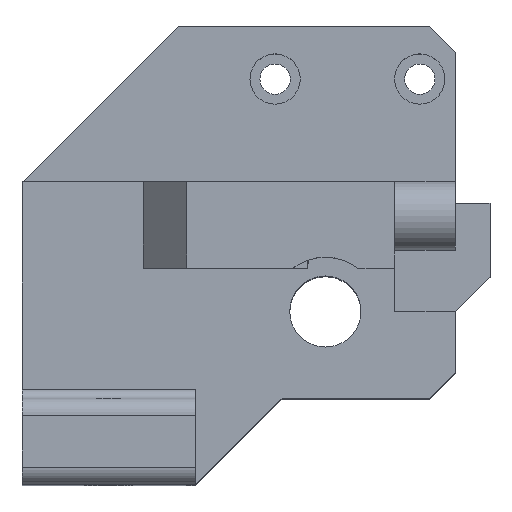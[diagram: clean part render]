
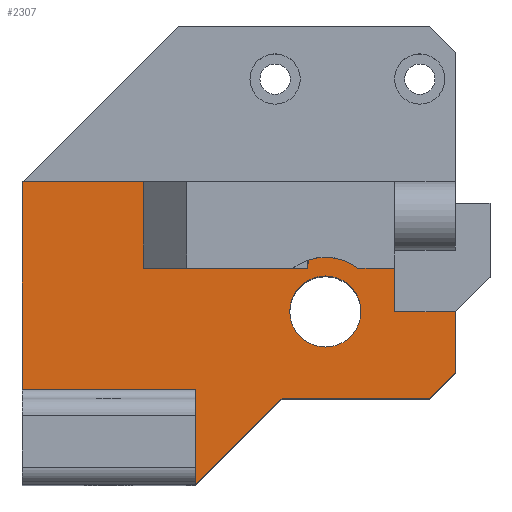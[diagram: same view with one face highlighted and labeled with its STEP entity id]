
A CAD part, top view. The second image highlights one B-rep face of the part: STEP entity #2307.
In plain terms, the highlighted planar face has unit normal (0, 0, 1).
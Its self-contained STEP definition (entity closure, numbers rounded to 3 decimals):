
#35 = AXIS2_PLACEMENT_3D ( 'NONE', #2776, #86, #72 ) ;
#53 = CARTESIAN_POINT ( 'NONE',  ( -4.1, -2.5, 67.5 ) ) ;
#60 = LINE ( 'NONE', #1863, #2536 ) ;
#72 = DIRECTION ( 'NONE',  ( 1., 0., 0. ) ) ;
#83 = CARTESIAN_POINT ( 'NONE',  ( -21., 12.5, 67.5 ) ) ;
#86 = DIRECTION ( 'NONE',  ( 0., 0., 1. ) ) ;
#99 = EDGE_CURVE ( 'NONE', #935, #387, #2146, .T. ) ;
#108 = VERTEX_POINT ( 'NONE', #1906 ) ;
#165 = ORIENTED_EDGE ( 'NONE', *, *, #1416, .T. ) ;
#169 = VERTEX_POINT ( 'NONE', #1462 ) ;
#183 = ORIENTED_EDGE ( 'NONE', *, *, #2368, .T. ) ;
#212 = LINE ( 'NONE', #1539, #1203 ) ;
#229 = VECTOR ( 'NONE', #949, 1000. ) ;
#235 = VECTOR ( 'NONE', #528, 1000. ) ;
#238 = LINE ( 'NONE', #474, #1207 ) ;
#240 = ORIENTED_EDGE ( 'NONE', *, *, #513, .F. ) ;
#286 = ORIENTED_EDGE ( 'NONE', *, *, #2495, .T. ) ;
#290 = CARTESIAN_POINT ( 'NONE',  ( -4.8, 2.5, 67.5 ) ) ;
#297 = DIRECTION ( 'NONE',  ( -1., 0., 0. ) ) ;
#302 = CARTESIAN_POINT ( 'NONE',  ( 15., -9.5, 67.5 ) ) ;
#328 = AXIS2_PLACEMENT_3D ( 'NONE', #556, #1473, #812 ) ;
#329 = DIRECTION ( 'NONE',  ( 0., 0., -1. ) ) ;
#334 = LINE ( 'NONE', #1238, #2202 ) ;
#357 = PLANE ( 'NONE',  #328 ) ;
#362 = ORIENTED_EDGE ( 'NONE', *, *, #1588, .F. ) ;
#374 = CARTESIAN_POINT ( 'NONE',  ( -7.5, -15., 67.5 ) ) ;
#387 = VERTEX_POINT ( 'NONE', #83 ) ;
#411 = EDGE_CURVE ( 'NONE', #2166, #169, #2300, .T. ) ;
#416 = VECTOR ( 'NONE', #2114, 1000. ) ;
#474 = CARTESIAN_POINT ( 'NONE',  ( -16., 2.5, 67.5 ) ) ;
#479 = EDGE_CURVE ( 'NONE', #1803, #387, #1858, .T. ) ;
#513 = EDGE_CURVE ( 'NONE', #169, #2373, #2630, .T. ) ;
#528 = DIRECTION ( 'NONE',  ( 0.707, 0.707, 0. ) ) ;
#532 = CARTESIAN_POINT ( 'NONE',  ( 4.1, -2.5, 67.5 ) ) ;
#556 = CARTESIAN_POINT ( 'NONE',  ( -35., 12.5, 67.5 ) ) ;
#571 = LINE ( 'NONE', #2816, #1640 ) ;
#585 = DIRECTION ( 'NONE',  ( 0., 1., 0. ) ) ;
#591 = CARTESIAN_POINT ( 'NONE',  ( -16., 2.5, 67.5 ) ) ;
#608 = CARTESIAN_POINT ( 'NONE',  ( -35., 12.5, 67.5 ) ) ;
#630 = EDGE_CURVE ( 'NONE', #1334, #2166, #1690, .T. ) ;
#634 = CARTESIAN_POINT ( 'NONE',  ( 12., -12.5, 67.5 ) ) ;
#659 = CARTESIAN_POINT ( 'NONE',  ( -35., -11.5, 67.5 ) ) ;
#676 = VERTEX_POINT ( 'NONE', #659 ) ;
#711 = EDGE_CURVE ( 'NONE', #2036, #108, #212, .T. ) ;
#721 = DIRECTION ( 'NONE',  ( 1., 0., 0. ) ) ;
#726 = VERTEX_POINT ( 'NONE', #836 ) ;
#781 = CARTESIAN_POINT ( 'NONE',  ( 8., 2.5, 67.5 ) ) ;
#803 = VECTOR ( 'NONE', #1932, 1000. ) ;
#811 = DIRECTION ( 'NONE',  ( 1., 0., 0. ) ) ;
#812 = DIRECTION ( 'NONE',  ( -1., 0., 0. ) ) ;
#832 = LINE ( 'NONE', #374, #2718 ) ;
#836 = CARTESIAN_POINT ( 'NONE',  ( -2., 2.5, 67.5 ) ) ;
#867 = LINE ( 'NONE', #1762, #2058 ) ;
#904 = ORIENTED_EDGE ( 'NONE', *, *, #1506, .T. ) ;
#935 = VERTEX_POINT ( 'NONE', #2762 ) ;
#949 = DIRECTION ( 'NONE',  ( 0., -1., 0. ) ) ;
#991 = VERTEX_POINT ( 'NONE', #1468 ) ;
#1013 = FACE_BOUND ( 'NONE', #2588, .T. ) ;
#1030 = VECTOR ( 'NONE', #1625, 1000. ) ;
#1045 = CARTESIAN_POINT ( 'NONE',  ( -35., 12.5, 67.5 ) ) ;
#1086 = DIRECTION ( 'NONE',  ( 0., 1., 0. ) ) ;
#1171 = CIRCLE ( 'NONE', #2812, 4.1 ) ;
#1203 = VECTOR ( 'NONE', #1086, 1000. ) ;
#1207 = VECTOR ( 'NONE', #721, 1000. ) ;
#1238 = CARTESIAN_POINT ( 'NONE',  ( -35., -12.5, 67.5 ) ) ;
#1291 = EDGE_CURVE ( 'NONE', #1803, #2159, #238, .T. ) ;
#1300 = ORIENTED_EDGE ( 'NONE', *, *, #1330, .T. ) ;
#1321 = AXIS2_PLACEMENT_3D ( 'NONE', #1833, #329, #2726 ) ;
#1330 = EDGE_CURVE ( 'NONE', #1334, #1457, #1444, .T. ) ;
#1334 = VERTEX_POINT ( 'NONE', #1631 ) ;
#1335 = ORIENTED_EDGE ( 'NONE', *, *, #1291, .F. ) ;
#1354 = EDGE_LOOP ( 'NONE', ( #2859, #286, #1818, #2640, #2767, #165, #2504, #240, #2332, #2185, #1300, #2827, #362, #1335, #1798, #2140 ) ) ;
#1360 = VERTEX_POINT ( 'NONE', #302 ) ;
#1371 = CIRCLE ( 'NONE', #1321, 4.1 ) ;
#1416 = EDGE_CURVE ( 'NONE', #2451, #1360, #2788, .T. ) ;
#1417 = DIRECTION ( 'NONE',  ( 0., -1., 0. ) ) ;
#1423 = CARTESIAN_POINT ( 'NONE',  ( 0., -2.5, 67.5 ) ) ;
#1444 = CIRCLE ( 'NONE', #35, 6.25 ) ;
#1457 = VERTEX_POINT ( 'NONE', #1472 ) ;
#1462 = CARTESIAN_POINT ( 'NONE',  ( 8., -2.5, 67.5 ) ) ;
#1468 = CARTESIAN_POINT ( 'NONE',  ( -5., -12.5, 67.5 ) ) ;
#1472 = CARTESIAN_POINT ( 'NONE',  ( -2., 3.421, 67.5 ) ) ;
#1473 = DIRECTION ( 'NONE',  ( 0., 0., -1. ) ) ;
#1485 = LINE ( 'NONE', #1045, #803 ) ;
#1506 = EDGE_CURVE ( 'NONE', #1751, #1684, #1371, .T. ) ;
#1539 = CARTESIAN_POINT ( 'NONE',  ( -15., 12.5, 67.5 ) ) ;
#1588 = EDGE_CURVE ( 'NONE', #2159, #726, #571, .T. ) ;
#1610 = EDGE_CURVE ( 'NONE', #676, #935, #1485, .T. ) ;
#1625 = DIRECTION ( 'NONE',  ( 0., 1., 0. ) ) ;
#1631 = CARTESIAN_POINT ( 'NONE',  ( 3.75, 2.5, 67.5 ) ) ;
#1640 = VECTOR ( 'NONE', #811, 1000. ) ;
#1664 = CARTESIAN_POINT ( 'NONE',  ( -21., 2.5, 67.5 ) ) ;
#1684 = VERTEX_POINT ( 'NONE', #53 ) ;
#1688 = CARTESIAN_POINT ( 'NONE',  ( 15., -2.5, 67.5 ) ) ;
#1690 = LINE ( 'NONE', #591, #416 ) ;
#1700 = LINE ( 'NONE', #2597, #1968 ) ;
#1733 = DIRECTION ( 'NONE',  ( 0.707, 0.707, 0. ) ) ;
#1751 = VERTEX_POINT ( 'NONE', #532 ) ;
#1762 = CARTESIAN_POINT ( 'NONE',  ( -15., -11.5, 67.5 ) ) ;
#1798 = ORIENTED_EDGE ( 'NONE', *, *, #479, .T. ) ;
#1803 = VERTEX_POINT ( 'NONE', #1664 ) ;
#1818 = ORIENTED_EDGE ( 'NONE', *, *, #711, .F. ) ;
#1833 = CARTESIAN_POINT ( 'NONE',  ( 0., -2.5, 67.5 ) ) ;
#1856 = EDGE_CURVE ( 'NONE', #1360, #2373, #1700, .T. ) ;
#1858 = LINE ( 'NONE', #2034, #1030 ) ;
#1863 = CARTESIAN_POINT ( 'NONE',  ( -2., -2.5, 67.5 ) ) ;
#1906 = CARTESIAN_POINT ( 'NONE',  ( -15., -11.5, 67.5 ) ) ;
#1932 = DIRECTION ( 'NONE',  ( 0., 1., 0. ) ) ;
#1968 = VECTOR ( 'NONE', #585, 1000. ) ;
#1985 = EDGE_CURVE ( 'NONE', #2036, #991, #832, .T. ) ;
#2034 = CARTESIAN_POINT ( 'NONE',  ( -21., 12.5, 67.5 ) ) ;
#2036 = VERTEX_POINT ( 'NONE', #2266 ) ;
#2058 = VECTOR ( 'NONE', #2657, 1000. ) ;
#2077 = CARTESIAN_POINT ( 'NONE',  ( 8., 2.5, 67.5 ) ) ;
#2096 = VECTOR ( 'NONE', #2853, 1000. ) ;
#2110 = FACE_OUTER_BOUND ( 'NONE', #1354, .T. ) ;
#2114 = DIRECTION ( 'NONE',  ( 1., 0., 0. ) ) ;
#2140 = ORIENTED_EDGE ( 'NONE', *, *, #99, .F. ) ;
#2143 = DIRECTION ( 'NONE',  ( 1., 0., 0. ) ) ;
#2146 = LINE ( 'NONE', #608, #2096 ) ;
#2159 = VERTEX_POINT ( 'NONE', #290 ) ;
#2166 = VERTEX_POINT ( 'NONE', #781 ) ;
#2185 = ORIENTED_EDGE ( 'NONE', *, *, #630, .F. ) ;
#2202 = VECTOR ( 'NONE', #2143, 1000. ) ;
#2205 = EDGE_CURVE ( 'NONE', #1457, #726, #60, .T. ) ;
#2266 = CARTESIAN_POINT ( 'NONE',  ( -15., -22.5, 67.5 ) ) ;
#2283 = VECTOR ( 'NONE', #2846, 1000. ) ;
#2300 = LINE ( 'NONE', #2077, #229 ) ;
#2307 = ADVANCED_FACE ( 'NONE', ( #1013, #2110 ), #357, .F. ) ;
#2313 = DIRECTION ( 'NONE',  ( 0., 0., -1. ) ) ;
#2332 = ORIENTED_EDGE ( 'NONE', *, *, #411, .F. ) ;
#2366 = CARTESIAN_POINT ( 'NONE',  ( 9., -2.5, 67.5 ) ) ;
#2368 = EDGE_CURVE ( 'NONE', #1684, #1751, #1171, .T. ) ;
#2373 = VERTEX_POINT ( 'NONE', #1688 ) ;
#2451 = VERTEX_POINT ( 'NONE', #634 ) ;
#2495 = EDGE_CURVE ( 'NONE', #676, #108, #867, .T. ) ;
#2504 = ORIENTED_EDGE ( 'NONE', *, *, #1856, .T. ) ;
#2536 = VECTOR ( 'NONE', #1417, 1000. ) ;
#2574 = CARTESIAN_POINT ( 'NONE',  ( 15., -9.5, 67.5 ) ) ;
#2588 = EDGE_LOOP ( 'NONE', ( #183, #904 ) ) ;
#2597 = CARTESIAN_POINT ( 'NONE',  ( 15., 12.5, 67.5 ) ) ;
#2630 = LINE ( 'NONE', #2366, #2283 ) ;
#2640 = ORIENTED_EDGE ( 'NONE', *, *, #1985, .T. ) ;
#2657 = DIRECTION ( 'NONE',  ( 1., 0., 0. ) ) ;
#2718 = VECTOR ( 'NONE', #1733, 1000. ) ;
#2726 = DIRECTION ( 'NONE',  ( -1., 0., 0. ) ) ;
#2750 = EDGE_CURVE ( 'NONE', #991, #2451, #334, .T. ) ;
#2762 = CARTESIAN_POINT ( 'NONE',  ( -35., 12.5, 67.5 ) ) ;
#2767 = ORIENTED_EDGE ( 'NONE', *, *, #2750, .T. ) ;
#2776 = CARTESIAN_POINT ( 'NONE',  ( 0., -2.5, 67.5 ) ) ;
#2788 = LINE ( 'NONE', #2574, #235 ) ;
#2812 = AXIS2_PLACEMENT_3D ( 'NONE', #1423, #2313, #297 ) ;
#2816 = CARTESIAN_POINT ( 'NONE',  ( -16., 2.5, 67.5 ) ) ;
#2827 = ORIENTED_EDGE ( 'NONE', *, *, #2205, .T. ) ;
#2846 = DIRECTION ( 'NONE',  ( 1., 0., 0. ) ) ;
#2853 = DIRECTION ( 'NONE',  ( 1., 0., 0. ) ) ;
#2859 = ORIENTED_EDGE ( 'NONE', *, *, #1610, .F. ) ;
